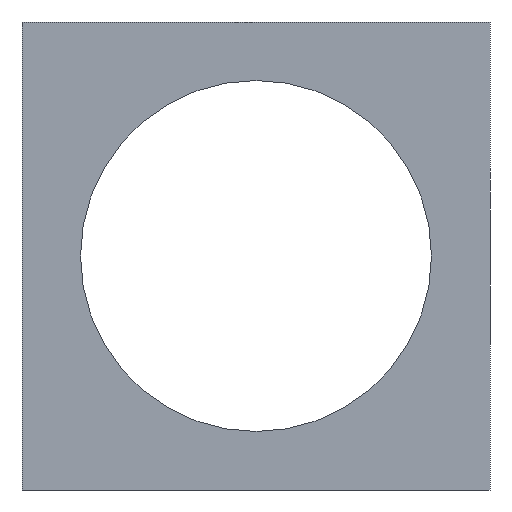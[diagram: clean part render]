
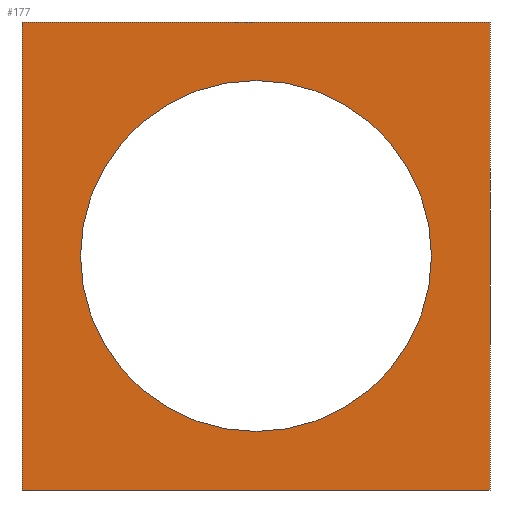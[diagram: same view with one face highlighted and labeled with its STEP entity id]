
A CAD part, front view. The second image highlights one B-rep face of the part: STEP entity #177.
In plain terms, the highlighted planar face has unit normal (0, -1, 0).
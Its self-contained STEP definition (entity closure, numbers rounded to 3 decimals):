
#31 = CARTESIAN_POINT ( 'NONE',  ( 0., 0., 0. ) ) ;
#42 = VECTOR ( 'NONE', #736, 1000. ) ;
#49 = ORIENTED_EDGE ( 'NONE', *, *, #547, .F. ) ;
#64 = DIRECTION ( 'NONE',  ( 0., 0., 1. ) ) ;
#66 = CIRCLE ( 'NONE', #640, 3. ) ;
#72 = LINE ( 'NONE', #305, #409 ) ;
#124 = DIRECTION ( 'NONE',  ( 0., 0., -1. ) ) ;
#133 = EDGE_LOOP ( 'NONE', ( #313, #482 ) ) ;
#143 = PLANE ( 'NONE',  #481 ) ;
#145 = FACE_OUTER_BOUND ( 'NONE', #152, .T. ) ;
#152 = EDGE_LOOP ( 'NONE', ( #49, #159, #261, #401 ) ) ;
#153 = EDGE_CURVE ( 'NONE', #421, #713, #294, .T. ) ;
#159 = ORIENTED_EDGE ( 'NONE', *, *, #467, .F. ) ;
#177 = ADVANCED_FACE ( 'NONE', ( #145, #318 ), #143, .T. ) ;
#181 = CARTESIAN_POINT ( 'NONE',  ( 4., 0., 4. ) ) ;
#212 = VERTEX_POINT ( 'NONE', #376 ) ;
#261 = ORIENTED_EDGE ( 'NONE', *, *, #350, .F. ) ;
#272 = CARTESIAN_POINT ( 'NONE',  ( 0., 0., 0. ) ) ;
#294 = CIRCLE ( 'NONE', #423, 3. ) ;
#305 = CARTESIAN_POINT ( 'NONE',  ( -4., 0., 4. ) ) ;
#313 = ORIENTED_EDGE ( 'NONE', *, *, #662, .T. ) ;
#314 = DIRECTION ( 'NONE',  ( 0., 1., 0. ) ) ;
#316 = CARTESIAN_POINT ( 'NONE',  ( 0., 0., 3. ) ) ;
#318 = FACE_BOUND ( 'NONE', #133, .T. ) ;
#324 = CARTESIAN_POINT ( 'NONE',  ( -4., 0., -4. ) ) ;
#344 = CARTESIAN_POINT ( 'NONE',  ( 0., 0., 0. ) ) ;
#350 = EDGE_CURVE ( 'NONE', #439, #432, #72, .T. ) ;
#376 = CARTESIAN_POINT ( 'NONE',  ( 4., 0., 4. ) ) ;
#401 = ORIENTED_EDGE ( 'NONE', *, *, #446, .F. ) ;
#409 = VECTOR ( 'NONE', #64, 1000. ) ;
#411 = DIRECTION ( 'NONE',  ( 0., 1., 0. ) ) ;
#413 = VERTEX_POINT ( 'NONE', #485 ) ;
#421 = VERTEX_POINT ( 'NONE', #316 ) ;
#423 = AXIS2_PLACEMENT_3D ( 'NONE', #344, #411, #573 ) ;
#432 = VERTEX_POINT ( 'NONE', #723 ) ;
#436 = VECTOR ( 'NONE', #499, 1000. ) ;
#439 = VERTEX_POINT ( 'NONE', #324 ) ;
#444 = LINE ( 'NONE', #557, #42 ) ;
#446 = EDGE_CURVE ( 'NONE', #413, #439, #444, .T. ) ;
#456 = LINE ( 'NONE', #181, #681 ) ;
#467 = EDGE_CURVE ( 'NONE', #432, #212, #552, .T. ) ;
#481 = AXIS2_PLACEMENT_3D ( 'NONE', #31, #605, #595 ) ;
#482 = ORIENTED_EDGE ( 'NONE', *, *, #153, .T. ) ;
#485 = CARTESIAN_POINT ( 'NONE',  ( 4., 0., -4. ) ) ;
#499 = DIRECTION ( 'NONE',  ( 1., 0., 0. ) ) ;
#547 = EDGE_CURVE ( 'NONE', #212, #413, #456, .T. ) ;
#552 = LINE ( 'NONE', #614, #436 ) ;
#557 = CARTESIAN_POINT ( 'NONE',  ( -4., 0., -4. ) ) ;
#573 = DIRECTION ( 'NONE',  ( 0., 0., 1. ) ) ;
#595 = DIRECTION ( 'NONE',  ( 0., 0., -1. ) ) ;
#605 = DIRECTION ( 'NONE',  ( 0., -1., 0. ) ) ;
#614 = CARTESIAN_POINT ( 'NONE',  ( -4., 0., 4. ) ) ;
#640 = AXIS2_PLACEMENT_3D ( 'NONE', #272, #314, #714 ) ;
#662 = EDGE_CURVE ( 'NONE', #713, #421, #66, .T. ) ;
#681 = VECTOR ( 'NONE', #124, 1000. ) ;
#713 = VERTEX_POINT ( 'NONE', #718 ) ;
#714 = DIRECTION ( 'NONE',  ( 0., 0., 1. ) ) ;
#718 = CARTESIAN_POINT ( 'NONE',  ( 0., 0., -3. ) ) ;
#723 = CARTESIAN_POINT ( 'NONE',  ( -4., 0., 4. ) ) ;
#736 = DIRECTION ( 'NONE',  ( -1., 0., 0. ) ) ;
